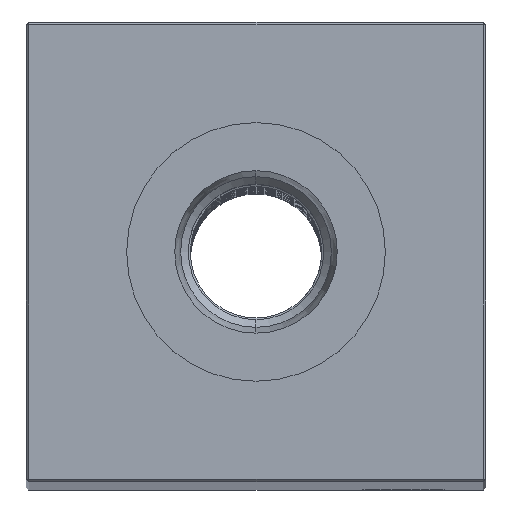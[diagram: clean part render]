
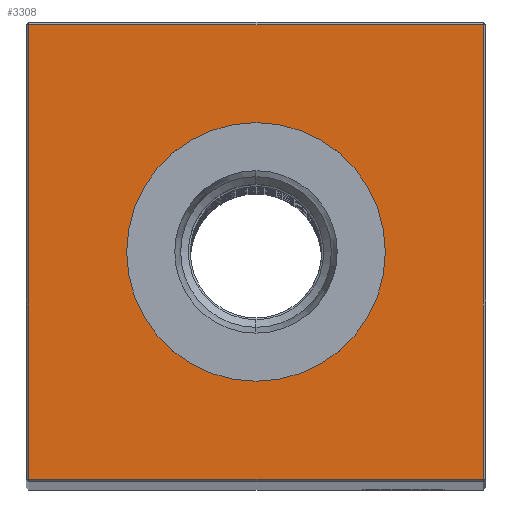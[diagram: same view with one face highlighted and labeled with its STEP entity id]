
A CAD part, top view. The second image highlights one B-rep face of the part: STEP entity #3308.
In plain terms, the highlighted planar face has unit normal (0, 0, 1).
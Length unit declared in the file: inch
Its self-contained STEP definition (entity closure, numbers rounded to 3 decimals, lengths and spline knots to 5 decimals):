
#104 = VECTOR ( 'NONE', #21068, 39.37008 ) ;
#321 = VERTEX_POINT ( 'NONE', #31682 ) ;
#414 = CARTESIAN_POINT ( 'NONE',  ( 0., 0., 17.75 ) ) ;
#580 = FACE_BOUND ( 'NONE', #6168, .T. ) ;
#602 = CARTESIAN_POINT ( 'NONE',  ( 0.865, 0., 17.75 ) ) ;
#1256 = VERTEX_POINT ( 'NONE', #11132 ) ;
#1402 = CARTESIAN_POINT ( 'NONE',  ( 0., 0., 17.75 ) ) ;
#1905 = EDGE_LOOP ( 'NONE', ( #8754, #31320, #34647, #33788 ) ) ;
#2868 = DIRECTION ( 'NONE',  ( -1., 0., 0. ) ) ;
#3229 = DIRECTION ( 'NONE',  ( 0., 0., -1. ) ) ;
#3308 = ADVANCED_FACE ( 'NONE', ( #24657, #580 ), #25640, .F. ) ;
#3467 = AXIS2_PLACEMENT_3D ( 'NONE', #414, #6227, #2868 ) ;
#3893 = ORIENTED_EDGE ( 'NONE', *, *, #21541, .T. ) ;
#4028 = DIRECTION ( 'NONE',  ( -1., 0., 0. ) ) ;
#5774 = DIRECTION ( 'NONE',  ( 0., 0., -1. ) ) ;
#6130 = DIRECTION ( 'NONE',  ( -1., 0., 0. ) ) ;
#6168 = EDGE_LOOP ( 'NONE', ( #11269, #3893 ) ) ;
#6227 = DIRECTION ( 'NONE',  ( 0., 0., -1. ) ) ;
#6274 = CIRCLE ( 'NONE', #3467, 0.49213 ) ;
#7073 = DIRECTION ( 'NONE',  ( -1., 0., 0. ) ) ;
#7324 = EDGE_CURVE ( 'NONE', #14013, #31069, #7552, .T. ) ;
#7552 = LINE ( 'NONE', #10881, #104 ) ;
#8479 = CARTESIAN_POINT ( 'NONE',  ( 0.865, -0.865, 17.75 ) ) ;
#8754 = ORIENTED_EDGE ( 'NONE', *, *, #24540, .T. ) ;
#8790 = VERTEX_POINT ( 'NONE', #28331 ) ;
#10881 = CARTESIAN_POINT ( 'NONE',  ( 0., -0.865, 17.75 ) ) ;
#11132 = CARTESIAN_POINT ( 'NONE',  ( -0.865, 0.865, 17.75 ) ) ;
#11269 = ORIENTED_EDGE ( 'NONE', *, *, #15051, .T. ) ;
#13994 = LINE ( 'NONE', #602, #21584 ) ;
#14013 = VERTEX_POINT ( 'NONE', #28701 ) ;
#15051 = EDGE_CURVE ( 'NONE', #8790, #321, #6274, .T. ) ;
#18604 = CARTESIAN_POINT ( 'NONE',  ( 0., 0., 17.75 ) ) ;
#18634 = AXIS2_PLACEMENT_3D ( 'NONE', #1402, #3229, #4028 ) ;
#20452 = CARTESIAN_POINT ( 'NONE',  ( 0.865, 0.865, 17.75 ) ) ;
#20932 = CARTESIAN_POINT ( 'NONE',  ( -0.865, 0., 17.75 ) ) ;
#21068 = DIRECTION ( 'NONE',  ( 1., 0., 0. ) ) ;
#21541 = EDGE_CURVE ( 'NONE', #321, #8790, #24857, .T. ) ;
#21584 = VECTOR ( 'NONE', #27674, 39.37008 ) ;
#23021 = DIRECTION ( 'NONE',  ( 0., -1., 0. ) ) ;
#23022 = LINE ( 'NONE', #33772, #31007 ) ;
#23224 = EDGE_CURVE ( 'NONE', #31069, #29292, #13994, .T. ) ;
#24540 = EDGE_CURVE ( 'NONE', #1256, #14013, #31296, .T. ) ;
#24657 = FACE_OUTER_BOUND ( 'NONE', #1905, .T. ) ;
#24857 = CIRCLE ( 'NONE', #34429, 0.49213 ) ;
#25640 = PLANE ( 'NONE',  #18634 ) ;
#27674 = DIRECTION ( 'NONE',  ( 0., 1., 0. ) ) ;
#28331 = CARTESIAN_POINT ( 'NONE',  ( 0., 0.49213, 17.75 ) ) ;
#28701 = CARTESIAN_POINT ( 'NONE',  ( -0.865, -0.865, 17.75 ) ) ;
#28845 = VECTOR ( 'NONE', #23021, 39.37008 ) ;
#29292 = VERTEX_POINT ( 'NONE', #20452 ) ;
#31007 = VECTOR ( 'NONE', #7073, 39.37008 ) ;
#31069 = VERTEX_POINT ( 'NONE', #8479 ) ;
#31296 = LINE ( 'NONE', #20932, #28845 ) ;
#31320 = ORIENTED_EDGE ( 'NONE', *, *, #7324, .T. ) ;
#31682 = CARTESIAN_POINT ( 'NONE',  ( 0., -0.49213, 17.75 ) ) ;
#33772 = CARTESIAN_POINT ( 'NONE',  ( 0., 0.865, 17.75 ) ) ;
#33788 = ORIENTED_EDGE ( 'NONE', *, *, #34483, .T. ) ;
#34429 = AXIS2_PLACEMENT_3D ( 'NONE', #18604, #5774, #6130 ) ;
#34483 = EDGE_CURVE ( 'NONE', #29292, #1256, #23022, .T. ) ;
#34647 = ORIENTED_EDGE ( 'NONE', *, *, #23224, .T. ) ;
